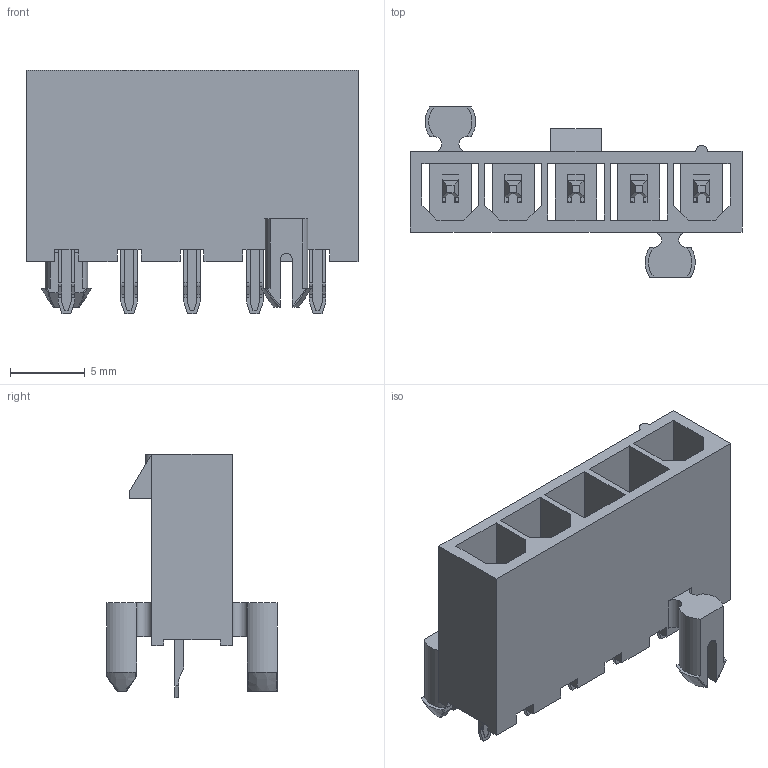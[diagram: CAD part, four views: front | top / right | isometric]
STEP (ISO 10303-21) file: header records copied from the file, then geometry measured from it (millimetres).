
FILE_DESCRIPTION(/* description */ ('Unknown'),/* implementation_level */ '2;1');
FILE_NAME(/* name */ '649005121732',/* time_stamp */ '2019-08-13T11:48:49+02:00',/* author */ ('Unknown'),/* organization */ ('Unknown'),/* preprocessor_version */ 'ST-DEVELOPER v16.7',/* originating_system */ 'DEX',/* authorisation */ $);
FILE_SCHEMA (('AUTOMOTIVE_DESIGN {1 0 10303 214 3 1 1}'));
Length unit declared in the file: millimetre
Products named in the file (3): 6490xx121732; 649005121732; 6490xx121732_PIN
Assembly tree (6 placements, depth 2):
  6490xx121732
    649005121732
    6490xx121732_PIN  x5
Bounding box: 22.2 x 11.4 x 16.3 mm (x, y, z)
Volume: 859.1 mm3; surface area: 2445.5 mm2
Topology: 6 solids, 6 shells, 599 faces, 1749 edges, 1148 vertices
Faces by surface type: plane 434, cylinder 151, bspline 14
Entity records: 9856 total; most frequent: CARTESIAN_POINT 2048, ORIENTED_EDGE 1722, DIRECTION 1449, EDGE_CURVE 861, LINE 729, VECTOR 729, VERTEX_POINT 564, AXIS2_PLACEMENT_3D 360
